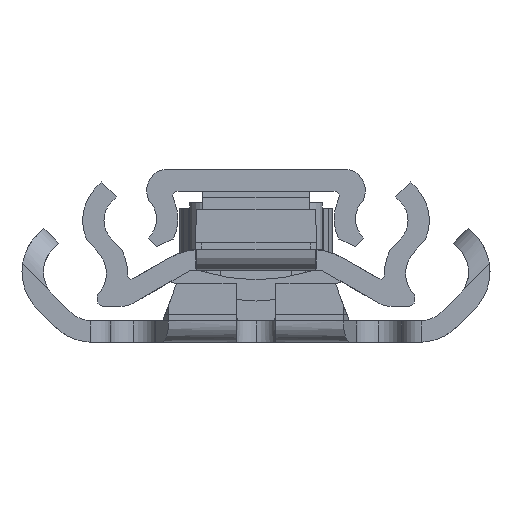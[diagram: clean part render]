
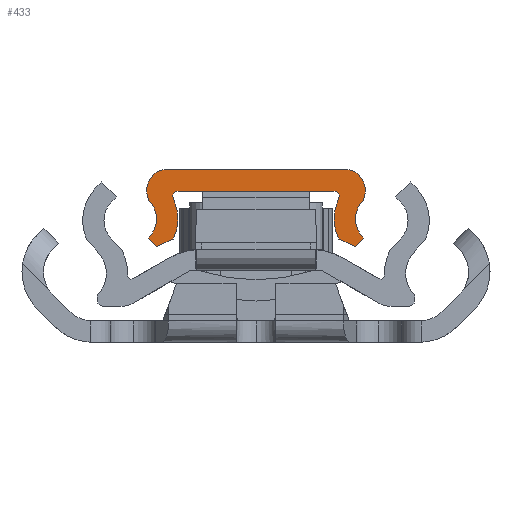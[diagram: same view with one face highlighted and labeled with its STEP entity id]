
A CAD part, left-side view. The second image highlights one B-rep face of the part: STEP entity #433.
In plain terms, the highlighted planar face has unit normal (-1, 0, 0).
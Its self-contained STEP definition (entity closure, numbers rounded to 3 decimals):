
#21 = VERTEX_POINT ( 'NONE', #3530 ) ;
#153 = AXIS2_PLACEMENT_3D ( 'NONE', #1560, #2443, #8039 ) ;
#276 = EDGE_CURVE ( 'NONE', #8079, #3514, #8071, .T. ) ;
#287 = DIRECTION ( 'NONE',  ( 1., 0., 0. ) ) ;
#379 = CARTESIAN_POINT ( 'NONE',  ( 0., -6.935, 12. ) ) ;
#433 = ADVANCED_FACE ( 'NONE', ( #4468 ), #2786, .F. ) ;
#539 = EDGE_CURVE ( 'NONE', #2203, #938, #8572, .T. ) ;
#632 = VERTEX_POINT ( 'NONE', #6403 ) ;
#685 = VERTEX_POINT ( 'NONE', #4933 ) ;
#688 = CIRCLE ( 'NONE', #6565, 1. ) ;
#907 = ORIENTED_EDGE ( 'NONE', *, *, #8045, .F. ) ;
#938 = VERTEX_POINT ( 'NONE', #3877 ) ;
#991 = ORIENTED_EDGE ( 'NONE', *, *, #539, .F. ) ;
#1001 = DIRECTION ( 'NONE',  ( 1., 0., 0. ) ) ;
#1167 = ORIENTED_EDGE ( 'NONE', *, *, #8911, .F. ) ;
#1201 = CIRCLE ( 'NONE', #8383, 1.984 ) ;
#1264 = VERTEX_POINT ( 'NONE', #6753 ) ;
#1352 = VECTOR ( 'NONE', #6668, 1000. ) ;
#1461 = CARTESIAN_POINT ( 'NONE',  ( 0., -6.935, 13. ) ) ;
#1520 = ORIENTED_EDGE ( 'NONE', *, *, #2590, .F. ) ;
#1560 = CARTESIAN_POINT ( 'NONE',  ( 0., 9.485, 9.3 ) ) ;
#1753 = ORIENTED_EDGE ( 'NONE', *, *, #4814, .F. ) ;
#2014 = ORIENTED_EDGE ( 'NONE', *, *, #6240, .F. ) ;
#2043 = CARTESIAN_POINT ( 'NONE',  ( 0., -8.14, 7.841 ) ) ;
#2203 = VERTEX_POINT ( 'NONE', #2043 ) ;
#2228 = CARTESIAN_POINT ( 'NONE',  ( 0., -5.881, 11. ) ) ;
#2431 = VECTOR ( 'NONE', #3416, 1000. ) ;
#2443 = DIRECTION ( 'NONE',  ( 1., 0., 0. ) ) ;
#2476 = LINE ( 'NONE', #7397, #7010 ) ;
#2590 = EDGE_CURVE ( 'NONE', #21, #632, #5714, .T. ) ;
#2708 = CIRCLE ( 'NONE', #3546, 0.4 ) ;
#2786 = PLANE ( 'NONE',  #9395 ) ;
#3029 = LINE ( 'NONE', #1461, #10118 ) ;
#3089 = DIRECTION ( 'NONE',  ( 0., 0.707, -0.708 ) ) ;
#3214 = VERTEX_POINT ( 'NONE', #5268 ) ;
#3305 = CARTESIAN_POINT ( 'NONE',  ( 0., 7.5, 7.2 ) ) ;
#3415 = DIRECTION ( 'NONE',  ( -1., 0., 0. ) ) ;
#3416 = DIRECTION ( 'NONE',  ( 0., 1., 0. ) ) ;
#3514 = VERTEX_POINT ( 'NONE', #3305 ) ;
#3526 = EDGE_CURVE ( 'NONE', #4139, #2203, #1201, .T. ) ;
#3530 = CARTESIAN_POINT ( 'NONE',  ( 0., 5.881, 11.4 ) ) ;
#3546 = AXIS2_PLACEMENT_3D ( 'NONE', #2228, #4745, #5373 ) ;
#3774 = CARTESIAN_POINT ( 'NONE',  ( 0., 6.935, 13. ) ) ;
#3799 = ORIENTED_EDGE ( 'NONE', *, *, #7641, .F. ) ;
#3877 = CARTESIAN_POINT ( 'NONE',  ( 0., -7.5, 7.2 ) ) ;
#4084 = DIRECTION ( 'NONE',  ( 0., 0., -1. ) ) ;
#4139 = VERTEX_POINT ( 'NONE', #9231 ) ;
#4150 = CARTESIAN_POINT ( 'NONE',  ( 0., 7.5, 7.2 ) ) ;
#4159 = CIRCLE ( 'NONE', #6514, 3.584 ) ;
#4214 = CARTESIAN_POINT ( 'NONE',  ( 0., -9.484, 9.3 ) ) ;
#4302 = CIRCLE ( 'NONE', #7120, 1.985 ) ;
#4468 = FACE_OUTER_BOUND ( 'NONE', #6805, .T. ) ;
#4590 = ORIENTED_EDGE ( 'NONE', *, *, #276, .F. ) ;
#4745 = DIRECTION ( 'NONE',  ( -1., 0., 0. ) ) ;
#4756 = EDGE_CURVE ( 'NONE', #5600, #1264, #5183, .T. ) ;
#4814 = EDGE_CURVE ( 'NONE', #3214, #6712, #4159, .T. ) ;
#4847 = AXIS2_PLACEMENT_3D ( 'NONE', #8622, #6095, #4084 ) ;
#4899 = CARTESIAN_POINT ( 'NONE',  ( 0., 9.485, 9.3 ) ) ;
#4933 = CARTESIAN_POINT ( 'NONE',  ( 0., 7.462, 12.85 ) ) ;
#4992 = CARTESIAN_POINT ( 'NONE',  ( 0., -5.881, 11.4 ) ) ;
#5047 = DIRECTION ( 'NONE',  ( 0., 0., -1. ) ) ;
#5103 = VERTEX_POINT ( 'NONE', #8118 ) ;
#5128 = EDGE_CURVE ( 'NONE', #938, #3214, #2476, .T. ) ;
#5166 = VERTEX_POINT ( 'NONE', #4992 ) ;
#5183 = CIRCLE ( 'NONE', #8169, 1. ) ;
#5192 = CARTESIAN_POINT ( 'NONE',  ( 0., 6.935, 12. ) ) ;
#5225 = ORIENTED_EDGE ( 'NONE', *, *, #5415, .F. ) ;
#5268 = CARTESIAN_POINT ( 'NONE',  ( 0., -6.237, 7.782 ) ) ;
#5360 = CARTESIAN_POINT ( 'NONE',  ( 0., -6.243, 10.829 ) ) ;
#5373 = DIRECTION ( 'NONE',  ( 0., 0., -1. ) ) ;
#5395 = ORIENTED_EDGE ( 'NONE', *, *, #7117, .F. ) ;
#5415 = EDGE_CURVE ( 'NONE', #5486, #685, #9329, .T. ) ;
#5465 = CARTESIAN_POINT ( 'NONE',  ( 0., -8.14, 7.841 ) ) ;
#5486 = VERTEX_POINT ( 'NONE', #7699 ) ;
#5600 = VERTEX_POINT ( 'NONE', #8974 ) ;
#5714 = CIRCLE ( 'NONE', #7537, 0.4 ) ;
#5774 = LINE ( 'NONE', #8987, #1352 ) ;
#5778 = ORIENTED_EDGE ( 'NONE', *, *, #3526, .F. ) ;
#5895 = AXIS2_PLACEMENT_3D ( 'NONE', #7410, #287, #8181 ) ;
#5966 = EDGE_CURVE ( 'NONE', #1264, #4139, #6061, .T. ) ;
#5986 = CARTESIAN_POINT ( 'NONE',  ( 0., 6.584, 11.434 ) ) ;
#6061 = CIRCLE ( 'NONE', #5895, 1.666 ) ;
#6095 = DIRECTION ( 'NONE',  ( 1., 0., 0. ) ) ;
#6172 = ORIENTED_EDGE ( 'NONE', *, *, #4756, .F. ) ;
#6240 = EDGE_CURVE ( 'NONE', #6712, #5166, #2708, .T. ) ;
#6403 = CARTESIAN_POINT ( 'NONE',  ( 0., 6.243, 10.829 ) ) ;
#6450 = EDGE_CURVE ( 'NONE', #5166, #21, #7338, .T. ) ;
#6514 = AXIS2_PLACEMENT_3D ( 'NONE', #4214, #9792, #8221 ) ;
#6565 = AXIS2_PLACEMENT_3D ( 'NONE', #5192, #9983, #8364 ) ;
#6580 = CARTESIAN_POINT ( 'NONE',  ( 0., 5.881, 11.4 ) ) ;
#6622 = DIRECTION ( 'NONE',  ( 0., 0., -1. ) ) ;
#6668 = DIRECTION ( 'NONE',  ( 0., 0.707, 0.708 ) ) ;
#6671 = DIRECTION ( 'NONE',  ( 1., 0., 0. ) ) ;
#6712 = VERTEX_POINT ( 'NONE', #5360 ) ;
#6753 = CARTESIAN_POINT ( 'NONE',  ( 0., -7.462, 12.85 ) ) ;
#6805 = EDGE_LOOP ( 'NONE', ( #5225, #3799, #907, #4590, #1167, #1520, #10143, #2014, #1753, #7004, #991, #5778, #9619, #6172, #5395, #7840 ) ) ;
#7004 = ORIENTED_EDGE ( 'NONE', *, *, #5128, .F. ) ;
#7010 = VECTOR ( 'NONE', #8794, 1000. ) ;
#7117 = EDGE_CURVE ( 'NONE', #9284, #5600, #3029, .T. ) ;
#7120 = AXIS2_PLACEMENT_3D ( 'NONE', #4899, #9742, #7292 ) ;
#7292 = DIRECTION ( 'NONE',  ( 0., 0., -1. ) ) ;
#7338 = LINE ( 'NONE', #6580, #2431 ) ;
#7397 = CARTESIAN_POINT ( 'NONE',  ( 0., -7.5, 7.2 ) ) ;
#7410 = CARTESIAN_POINT ( 'NONE',  ( 0., -6.584, 11.434 ) ) ;
#7492 = CARTESIAN_POINT ( 'NONE',  ( 0., -9.484, 9.3 ) ) ;
#7537 = AXIS2_PLACEMENT_3D ( 'NONE', #8294, #9921, #8972 ) ;
#7641 = EDGE_CURVE ( 'NONE', #5103, #5486, #4302, .T. ) ;
#7646 = DIRECTION ( 'NONE',  ( 0., 0., -1. ) ) ;
#7699 = CARTESIAN_POINT ( 'NONE',  ( 0., 8.081, 10.703 ) ) ;
#7840 = ORIENTED_EDGE ( 'NONE', *, *, #8155, .F. ) ;
#8039 = DIRECTION ( 'NONE',  ( 0., 0., -1. ) ) ;
#8045 = EDGE_CURVE ( 'NONE', #3514, #5103, #5774, .T. ) ;
#8071 = LINE ( 'NONE', #4150, #8651 ) ;
#8079 = VERTEX_POINT ( 'NONE', #8112 ) ;
#8112 = CARTESIAN_POINT ( 'NONE',  ( 0., 6.237, 7.782 ) ) ;
#8118 = CARTESIAN_POINT ( 'NONE',  ( 0., 8.14, 7.841 ) ) ;
#8155 = EDGE_CURVE ( 'NONE', #685, #9284, #688, .T. ) ;
#8169 = AXIS2_PLACEMENT_3D ( 'NONE', #379, #1001, #5047 ) ;
#8181 = DIRECTION ( 'NONE',  ( 0., 0., -1. ) ) ;
#8221 = DIRECTION ( 'NONE',  ( 0., 0., -1. ) ) ;
#8294 = CARTESIAN_POINT ( 'NONE',  ( 0., 5.881, 11. ) ) ;
#8364 = DIRECTION ( 'NONE',  ( 0., 0., -1. ) ) ;
#8383 = AXIS2_PLACEMENT_3D ( 'NONE', #7492, #3415, #6622 ) ;
#8556 = VECTOR ( 'NONE', #3089, 1000. ) ;
#8572 = LINE ( 'NONE', #5465, #8556 ) ;
#8622 = CARTESIAN_POINT ( 'NONE',  ( 0., 6.584, 11.434 ) ) ;
#8651 = VECTOR ( 'NONE', #8993, 1000. ) ;
#8794 = DIRECTION ( 'NONE',  ( 0., 0.908, 0.419 ) ) ;
#8830 = CIRCLE ( 'NONE', #153, 3.584 ) ;
#8911 = EDGE_CURVE ( 'NONE', #632, #8079, #8830, .T. ) ;
#8972 = DIRECTION ( 'NONE',  ( 0., 0., -1. ) ) ;
#8974 = CARTESIAN_POINT ( 'NONE',  ( 0., -6.935, 13. ) ) ;
#8987 = CARTESIAN_POINT ( 'NONE',  ( 0., 8.14, 7.841 ) ) ;
#8993 = DIRECTION ( 'NONE',  ( 0., 0.908, -0.419 ) ) ;
#9231 = CARTESIAN_POINT ( 'NONE',  ( 0., -8.081, 10.703 ) ) ;
#9284 = VERTEX_POINT ( 'NONE', #3774 ) ;
#9329 = CIRCLE ( 'NONE', #4847, 1.666 ) ;
#9395 = AXIS2_PLACEMENT_3D ( 'NONE', #5986, #6671, #7646 ) ;
#9619 = ORIENTED_EDGE ( 'NONE', *, *, #5966, .F. ) ;
#9742 = DIRECTION ( 'NONE',  ( -1., 0., 0. ) ) ;
#9792 = DIRECTION ( 'NONE',  ( 1., 0., 0. ) ) ;
#9921 = DIRECTION ( 'NONE',  ( -1., 0., 0. ) ) ;
#9983 = DIRECTION ( 'NONE',  ( 1., 0., 0. ) ) ;
#10118 = VECTOR ( 'NONE', #10294, 1000. ) ;
#10143 = ORIENTED_EDGE ( 'NONE', *, *, #6450, .F. ) ;
#10294 = DIRECTION ( 'NONE',  ( 0., -1., 0. ) ) ;
